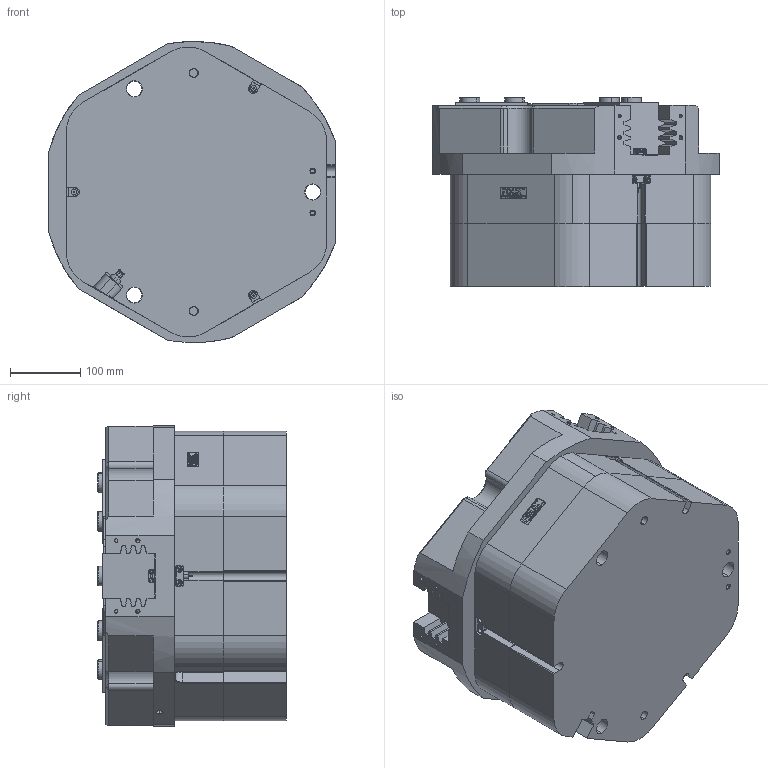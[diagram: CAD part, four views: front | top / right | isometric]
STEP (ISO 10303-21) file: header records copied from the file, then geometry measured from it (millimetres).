
FILE_DESCRIPTION (( 'STEP AP203' ), '1' );
FILE_NAME ('FZ290-430-NC.STEP', '2024-12-20T08:10:03', ( 'USER-' ), ( 'Microsoft' ), 'SwSTEP 2.0', 'SolidWorks 2018', '' );
FILE_SCHEMA (( 'CONFIG_CONTROL_DESIGN' ));
Length unit declared in the file: millimetre
Products named in the file (12): FZ290-430-NC; 42x16-R2.5; TZT290-430-M-02 賑輸; TZT290-430-M-NC-05 赻坶菁裔啣; TZT290-430-M-06 笢猾啣; ﾏ擎ﾗ28｡ﾁ22｡ﾁ17; 0-TZT290-430; 湮酴; TZT290-430-M-01 褲极; 昹親棠覜羲壽; TR300-15-1晚假蚾輸; 电容传感器
Assembly tree (25 placements, depth 3):
  FZ290-430-NC
    0-TZT290-430
      TZT290-430-M-02 賑輸  x3
      电容传感器  x3
      湮酴  x3
      TZT290-430-M-01 褲极
      TZT290-430-M-06 笢猾啣
      TR300-15-1晚假蚾輸  x3
      昹親棠覜羲壽  x2
      42x16-R2.5
      ﾏ擎ﾗ28｡ﾁ22｡ﾁ17  x6
    TZT290-430-M-NC-05 赻坶菁裔啣
Bounding box: 409 x 269.5 x 429.97 mm (x, y, z)
Volume: 30152855.1 mm3; surface area: 1340934.4 mm2
Topology: 24 solids, 36 shells, 1765 faces, 4506 edges, 2837 vertices
Faces by surface type: plane 878, cylinder 467, cone 251, bspline 157, torus 12
Entity records: 47902 total; most frequent: CARTESIAN_POINT 13870, ORIENTED_EDGE 6880, DIRECTION 6386, EDGE_CURVE 3440, LINE 2254, VECTOR 2254, VERTEX_POINT 2213, AXIS2_PLACEMENT_3D 2066
